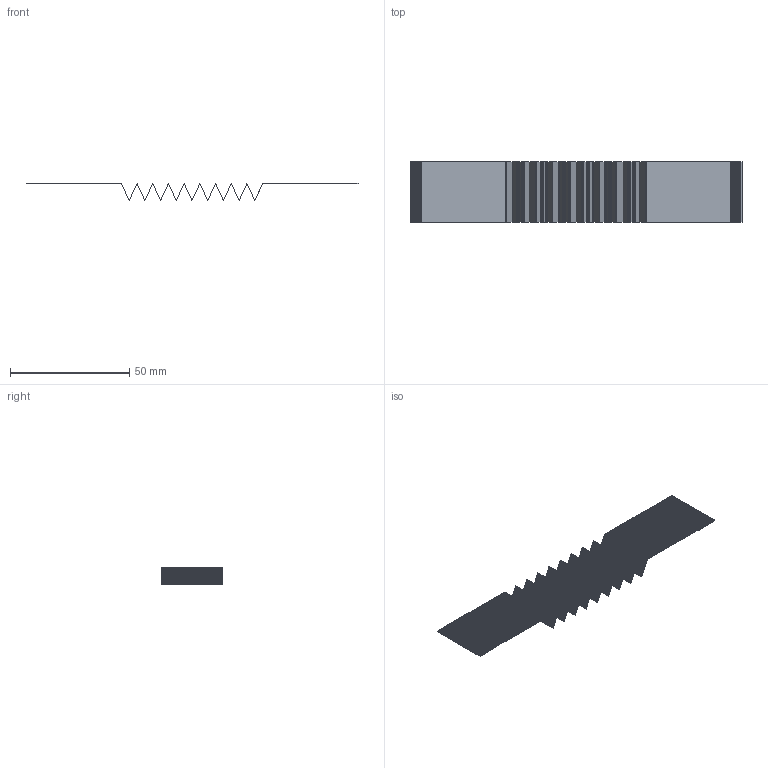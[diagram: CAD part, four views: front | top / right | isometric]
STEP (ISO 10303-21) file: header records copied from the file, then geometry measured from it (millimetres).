
FILE_DESCRIPTION(/* description */ ('Unknown'),/* implementation_level */ '2;1');
FILE_NAME(/* name */ '687650119002',/* time_stamp */ '2021-03-26T09:20:13+01:00',/* author */ ('Unknown'),/* organization */ ('Unknown'),/* preprocessor_version */ 'ST-DEVELOPER v16.7',/* originating_system */ 'DEX',/* authorisation */ $);
FILE_SCHEMA (('AUTOMOTIVE_DESIGN {1 0 10303 214 3 1 1}'));
Products named in the file (1): 6876xx119002
Bounding box: 139.43 x 25.5 x 7.5 mm (x, y, z)
Volume: 502.4 mm3; surface area: 19004.4 mm2
Topology: 1 solids, 1 shells, 2260 faces, 6866 edges, 4508 vertices
Faces by surface type: plane 2260
Entity records: 91278 total; most frequent: ORIENTED_EDGE 13732, CARTESIAN_POINT 13689, DIRECTION 11370, EDGE_CURVE 6866, LINE 6848, VECTOR 6848, VERTEX_POINT 4508, AXIS2_PLACEMENT_3D 2261
